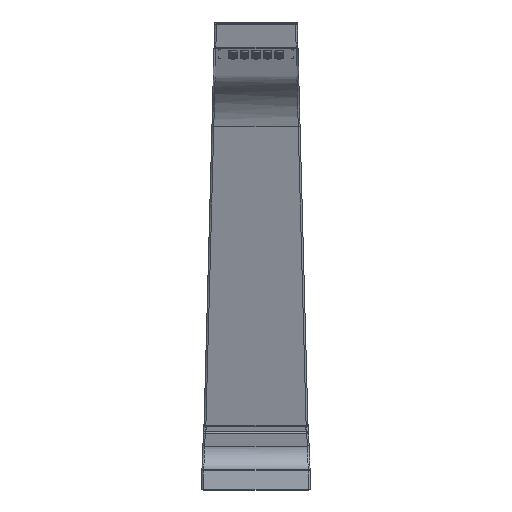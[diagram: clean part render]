
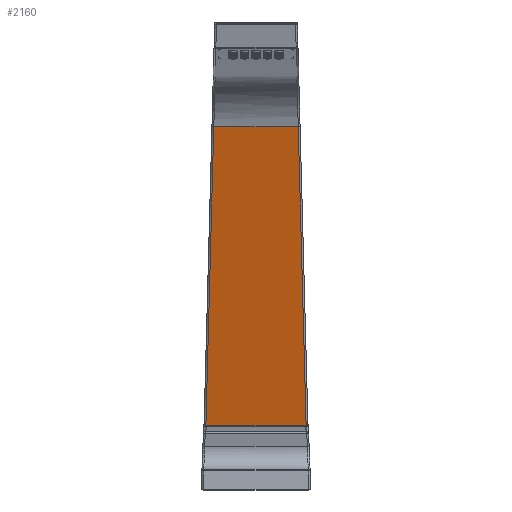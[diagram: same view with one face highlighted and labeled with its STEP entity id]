
A CAD part, top view. The second image highlights one B-rep face of the part: STEP entity #2160.
In plain terms, the highlighted planar face has unit normal (0, -0.259, 0.966).
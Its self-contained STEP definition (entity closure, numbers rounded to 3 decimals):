
#43 = DIRECTION ( 'NONE',  ( 0., 0.259, -0.966 ) ) ;
#63 = ORIENTED_EDGE ( 'NONE', *, *, #3343, .T. ) ;
#65 = VECTOR ( 'NONE', #1742, 1000. ) ;
#459 = CARTESIAN_POINT ( 'NONE',  ( -21.774, -1.065, 7.065 ) ) ;
#626 = ORIENTED_EDGE ( 'NONE', *, *, #2793, .T. ) ;
#770 = DIRECTION ( 'NONE',  ( -1., 0., 0. ) ) ;
#845 = ORIENTED_EDGE ( 'NONE', *, *, #4258, .T. ) ;
#945 = EDGE_CURVE ( 'NONE', #1395, #1932, #4187, .T. ) ;
#963 = CARTESIAN_POINT ( 'NONE',  ( -18.34, 128.562, 41.799 ) ) ;
#998 = CARTESIAN_POINT ( 'NONE',  ( -21.765, -0.741, 7.152 ) ) ;
#1395 = VERTEX_POINT ( 'NONE', #2272 ) ;
#1454 = LINE ( 'NONE', #998, #2317 ) ;
#1524 = CARTESIAN_POINT ( 'NONE',  ( 22.6, 128.562, 41.799 ) ) ;
#1705 = CARTESIAN_POINT ( 'NONE',  ( 21.795, -1.858, 6.853 ) ) ;
#1742 = DIRECTION ( 'NONE',  ( 1., 0., 0. ) ) ;
#1932 = VERTEX_POINT ( 'NONE', #3148 ) ;
#1936 = FACE_OUTER_BOUND ( 'NONE', #3798, .T. ) ;
#2155 = DIRECTION ( 'NONE',  ( -0.026, -0.966, -0.259 ) ) ;
#2157 = VECTOR ( 'NONE', #3985, 1000. ) ;
#2160 = ADVANCED_FACE ( 'NONE', ( #1936 ), #4247, .F. ) ;
#2272 = CARTESIAN_POINT ( 'NONE',  ( 21.774, -1.065, 7.065 ) ) ;
#2317 = VECTOR ( 'NONE', #2155, 1000. ) ;
#2334 = CARTESIAN_POINT ( 'NONE',  ( 22.6, -1.838, 6.858 ) ) ;
#2545 = VECTOR ( 'NONE', #770, 1000. ) ;
#2732 = DIRECTION ( 'NONE',  ( 0., 0.966, 0.259 ) ) ;
#2793 = EDGE_CURVE ( 'NONE', #1932, #4101, #4583, .T. ) ;
#3054 = VERTEX_POINT ( 'NONE', #459 ) ;
#3148 = CARTESIAN_POINT ( 'NONE',  ( 18.34, 128.562, 41.799 ) ) ;
#3343 = EDGE_CURVE ( 'NONE', #3054, #1395, #4028, .T. ) ;
#3798 = EDGE_LOOP ( 'NONE', ( #63, #4318, #626, #845 ) ) ;
#3985 = DIRECTION ( 'NONE',  ( -0.026, 0.966, 0.259 ) ) ;
#4028 = LINE ( 'NONE', #4424, #65 ) ;
#4101 = VERTEX_POINT ( 'NONE', #963 ) ;
#4187 = LINE ( 'NONE', #1705, #2157 ) ;
#4247 = PLANE ( 'NONE',  #4610 ) ;
#4258 = EDGE_CURVE ( 'NONE', #4101, #3054, #1454, .T. ) ;
#4318 = ORIENTED_EDGE ( 'NONE', *, *, #945, .T. ) ;
#4424 = CARTESIAN_POINT ( 'NONE',  ( 22.6, -1.065, 7.065 ) ) ;
#4583 = LINE ( 'NONE', #1524, #2545 ) ;
#4610 = AXIS2_PLACEMENT_3D ( 'NONE', #2334, #43, #2732 ) ;
